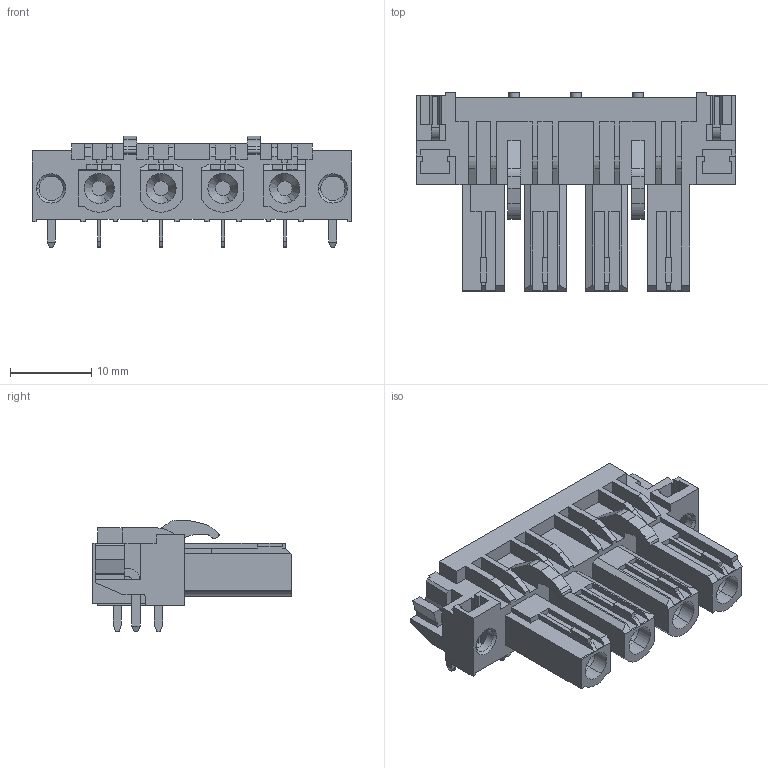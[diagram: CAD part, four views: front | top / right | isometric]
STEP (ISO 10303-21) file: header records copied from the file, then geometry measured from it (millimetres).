
FILE_DESCRIPTION(('CATIA V5 STEP Exchange','CAx-IF Rec.Pracs.--- Model Styling and Organization---1.2---2011-12-15'),'2;1');
FILE_NAME ('D1448471_0_1095660000_1095660000.stp','2018-09-18T06:07:30+00:00',('none'),('Weidmueller'),'CATIA Version 5-6 Release 2014','CATIA V5 STEP AP214','none');
FILE_SCHEMA(('AUTOMOTIVE_DESIGN { 1 0 10303 214 1 1 1 1 }'));
Length unit declared in the file: millimetre
Products named in the file (1): 1095660000
Bounding box: 39.34 x 24.54 x 13.74 mm (x, y, z)
Volume: 4454 mm3; surface area: 3881.1 mm2
Topology: 11 solids, 11 shells, 485 faces, 1339 edges, 889 vertices
Faces by surface type: plane 403, cylinder 70, cone 12
Entity records: 14185 total; most frequent: ORIENTED_EDGE 2678, CARTESIAN_POINT 2523, DIRECTION 1927, EDGE_CURVE 1339, VECTOR 1187, LINE 1187, VERTEX_POINT 889, EDGE_LOOP 506
